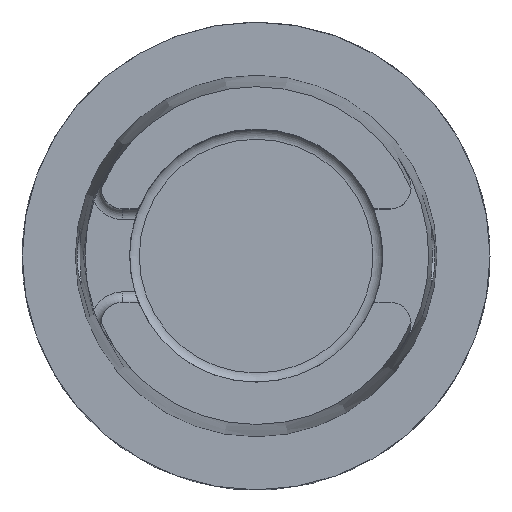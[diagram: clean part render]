
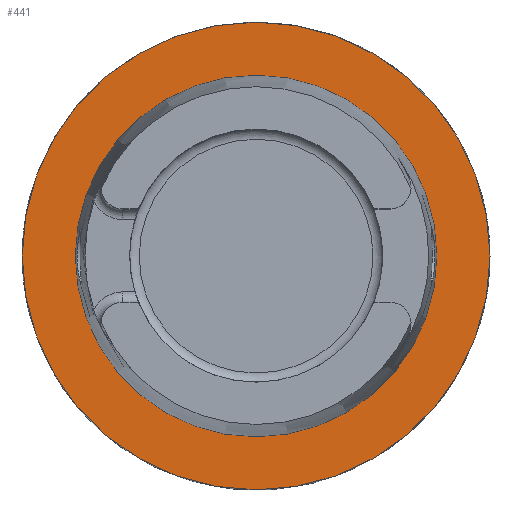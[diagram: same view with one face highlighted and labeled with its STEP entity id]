
A CAD part, top view. The second image highlights one B-rep face of the part: STEP entity #441.
In plain terms, the highlighted planar face has unit normal (0, 0, 1).
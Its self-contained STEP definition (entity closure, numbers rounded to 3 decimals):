
#369=FACE_BOUND('',#682,.T.);
#370=FACE_BOUND('',#683,.T.);
#441=ADVANCED_FACE('',(#369,#370),#511,.F.);
#511=PLANE('',#1812);
#682=EDGE_LOOP('',(#970));
#683=EDGE_LOOP('',(#971));
#970=ORIENTED_EDGE('',*,*,#1446,.F.);
#971=ORIENTED_EDGE('',*,*,#1510,.T.);
#1278=VERTEX_POINT('',#2890);
#1319=VERTEX_POINT('',#3160);
#1446=EDGE_CURVE('',#1278,#1278,#1620,.T.);
#1510=EDGE_CURVE('',#1319,#1319,#1634,.T.);
#1620=CIRCLE('',#1780,31.47);
#1634=CIRCLE('',#1810,24.321);
#1780=AXIS2_PLACEMENT_3D('',#2889,#2102,#2103);
#1810=AXIS2_PLACEMENT_3D('',#3159,#2192,#2193);
#1812=AXIS2_PLACEMENT_3D('',#3162,#2196,#2197);
#2102=DIRECTION('',(0.,0.,-1.));
#2103=DIRECTION('',(1.,0.,0.));
#2192=DIRECTION('',(0.,0.,-1.));
#2193=DIRECTION('',(1.,0.,0.));
#2196=DIRECTION('',(0.,0.,-1.));
#2197=DIRECTION('',(1.,0.,0.));
#2889=CARTESIAN_POINT('',(0.,0.,
0.));
#2890=CARTESIAN_POINT('',(31.47,0.,0.));
#3159=CARTESIAN_POINT('',(0.,0.,
0.));
#3160=CARTESIAN_POINT('',(24.321,0.,0.));
#3162=CARTESIAN_POINT('',(0.,-25.43,0.));
